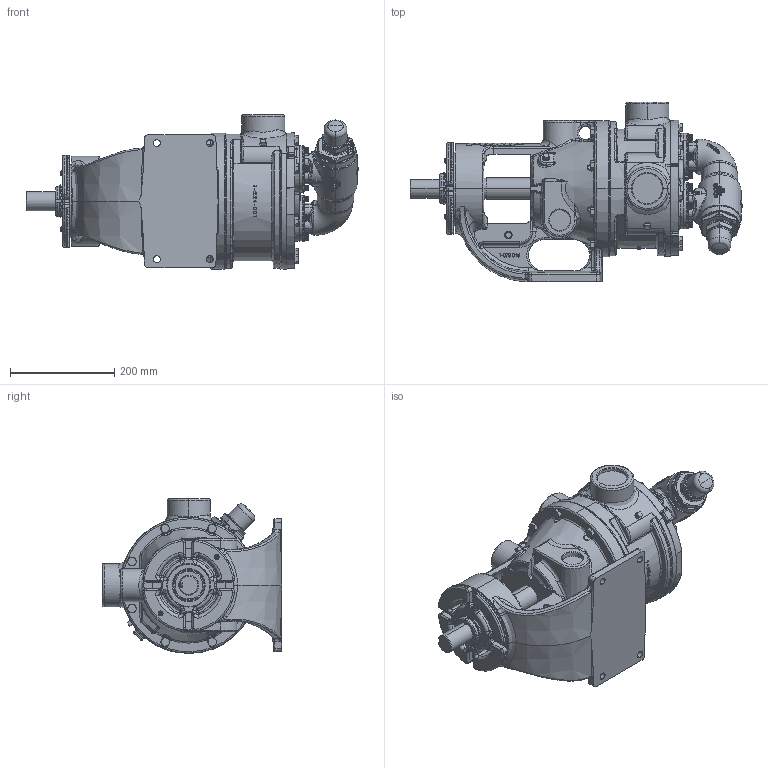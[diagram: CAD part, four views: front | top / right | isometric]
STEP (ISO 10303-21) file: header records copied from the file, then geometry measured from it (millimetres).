
FILE_DESCRIPTION (( 'STEP AP214' ), '1' );
FILE_NAME ('L224AE.STEP', '2016-10-19T16:31:41', ( '' ), ( '' ), 'SwSTEP 2.0', 'SolidWorks 2015', '' );
FILE_SCHEMA (( 'AUTOMOTIVE_DESIGN' ));
Length unit declared in the file: inch
Products named in the file (2): L224AE
Bounding box: 635.46 x 342.9 x 295.66 mm (x, y, z)
Volume: 16065503.7 mm3; surface area: 793331.6 mm2
Topology: 1 solids, 1 shells, 3990 faces, 10292 edges, 6359 vertices
Faces by surface type: plane 1261, bspline 1084, cylinder 858, cone 454, torus 259, sphere 74
Entity records: 256908 total; most frequent: CARTESIAN_POINT 138968, ORIENTED_EDGE 20400, DIRECTION 15453, EDGE_CURVE 10200, VERTEX_POINT 6357, AXIS2_PLACEMENT_3D 6292, EDGE_LOOP 4157, FACE_OUTER_BOUND 3990
